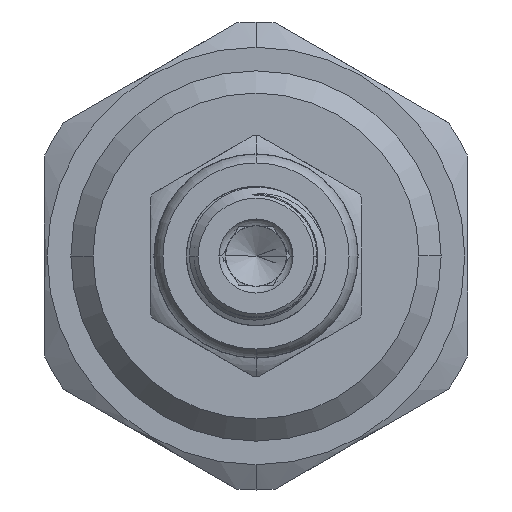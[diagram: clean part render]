
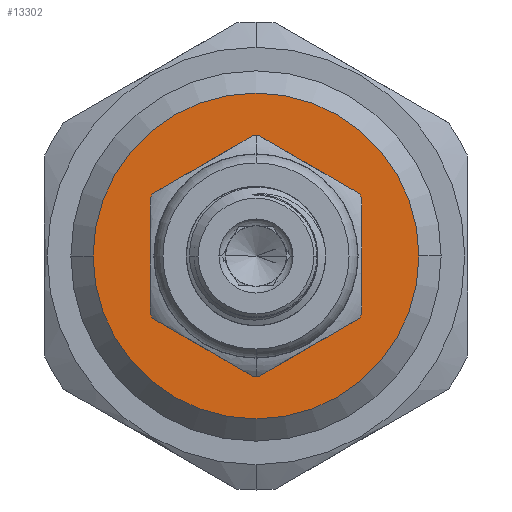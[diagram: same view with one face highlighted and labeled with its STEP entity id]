
A CAD part, left-side view. The second image highlights one B-rep face of the part: STEP entity #13302.
In plain terms, the highlighted planar face has unit normal (-1, 0, 0).
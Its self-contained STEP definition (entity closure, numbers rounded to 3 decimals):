
#1183 = CARTESIAN_POINT ( 'NONE',  ( -16.63, 0., -6.875 ) ) ;
#1361 = VERTEX_POINT ( 'NONE', #2621 ) ;
#1855 = DIRECTION ( 'NONE',  ( 0., 0., -1. ) ) ;
#1895 = AXIS2_PLACEMENT_3D ( 'NONE', #14017, #6005, #1855 ) ;
#2274 = VERTEX_POINT ( 'NONE', #1183 ) ;
#2537 = DIRECTION ( 'NONE',  ( 0., -1., 0. ) ) ;
#2591 = DIRECTION ( 'NONE',  ( -1., 0., 0. ) ) ;
#2621 = CARTESIAN_POINT ( 'NONE',  ( -16.63, 11., 0. ) ) ;
#2655 = AXIS2_PLACEMENT_3D ( 'NONE', #13240, #2591, #2537 ) ;
#3007 = EDGE_CURVE ( 'NONE', #1361, #7420, #5344, .T. ) ;
#3396 = CARTESIAN_POINT ( 'NONE',  ( -16.63, -11., 0. ) ) ;
#4024 = ORIENTED_EDGE ( 'NONE', *, *, #12127, .T. ) ;
#4772 = ORIENTED_EDGE ( 'NONE', *, *, #3007, .T. ) ;
#5344 = CIRCLE ( 'NONE', #7834, 11. ) ;
#5777 = DIRECTION ( 'NONE',  ( 1., 0., 0. ) ) ;
#6005 = DIRECTION ( 'NONE',  ( 1., 0., 0. ) ) ;
#6060 = DIRECTION ( 'NONE',  ( -1., 0., 0. ) ) ;
#6493 = EDGE_LOOP ( 'NONE', ( #4772, #15245 ) ) ;
#6632 = PLANE ( 'NONE',  #2655 ) ;
#7306 = CARTESIAN_POINT ( 'NONE',  ( -16.63, 0., 0. ) ) ;
#7390 = DIRECTION ( 'NONE',  ( 0., -1., 0. ) ) ;
#7420 = VERTEX_POINT ( 'NONE', #3396 ) ;
#7525 = DIRECTION ( 'NONE',  ( 0., -1., 0. ) ) ;
#7572 = DIRECTION ( 'NONE',  ( -1., 0., 0. ) ) ;
#7834 = AXIS2_PLACEMENT_3D ( 'NONE', #10192, #6060, #7525 ) ;
#8311 = EDGE_CURVE ( 'NONE', #7420, #1361, #8867, .T. ) ;
#8783 = CIRCLE ( 'NONE', #10543, 6.875 ) ;
#8867 = CIRCLE ( 'NONE', #13601, 11. ) ;
#8982 = CARTESIAN_POINT ( 'NONE',  ( -16.63, 0., 0. ) ) ;
#9816 = CIRCLE ( 'NONE', #1895, 6.875 ) ;
#10115 = EDGE_LOOP ( 'NONE', ( #14840, #4024 ) ) ;
#10192 = CARTESIAN_POINT ( 'NONE',  ( -16.63, 0., 0. ) ) ;
#10543 = AXIS2_PLACEMENT_3D ( 'NONE', #7306, #5777, #15192 ) ;
#10888 = FACE_OUTER_BOUND ( 'NONE', #6493, .T. ) ;
#12127 = EDGE_CURVE ( 'NONE', #2274, #14542, #8783, .T. ) ;
#12147 = FACE_BOUND ( 'NONE', #10115, .T. ) ;
#13240 = CARTESIAN_POINT ( 'NONE',  ( -16.63, 0., 0. ) ) ;
#13302 = ADVANCED_FACE ( 'NONE', ( #12147, #10888 ), #6632, .T. ) ;
#13601 = AXIS2_PLACEMENT_3D ( 'NONE', #8982, #7572, #7390 ) ;
#14017 = CARTESIAN_POINT ( 'NONE',  ( -16.63, 0., 0. ) ) ;
#14203 = CARTESIAN_POINT ( 'NONE',  ( -16.63, 0., 6.875 ) ) ;
#14372 = EDGE_CURVE ( 'NONE', #14542, #2274, #9816, .T. ) ;
#14542 = VERTEX_POINT ( 'NONE', #14203 ) ;
#14840 = ORIENTED_EDGE ( 'NONE', *, *, #14372, .T. ) ;
#15192 = DIRECTION ( 'NONE',  ( 0., 0., -1. ) ) ;
#15245 = ORIENTED_EDGE ( 'NONE', *, *, #8311, .T. ) ;
